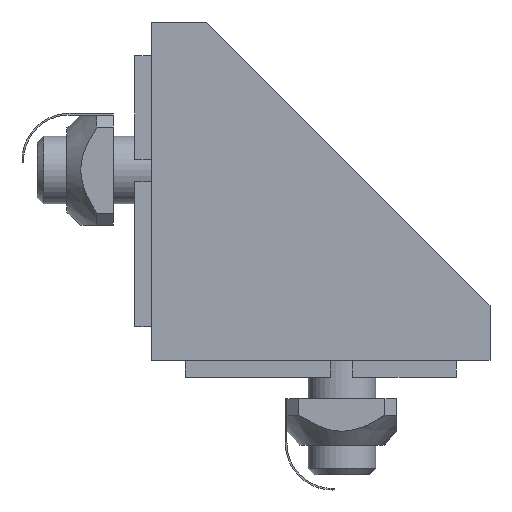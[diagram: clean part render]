
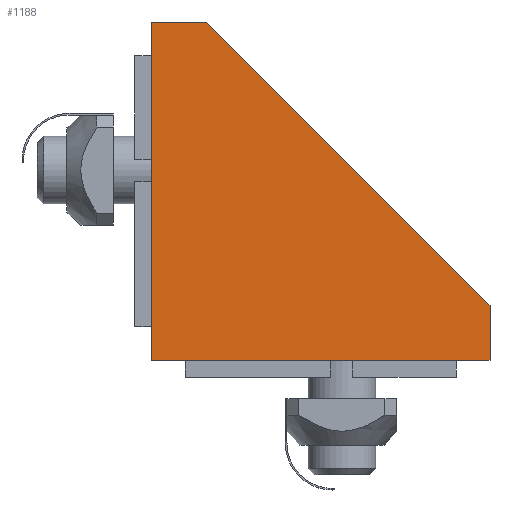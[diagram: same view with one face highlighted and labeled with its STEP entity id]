
A CAD part, front view. The second image highlights one B-rep face of the part: STEP entity #1188.
In plain terms, the highlighted planar face has unit normal (0, -1, 0).
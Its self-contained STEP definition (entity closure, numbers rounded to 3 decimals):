
#102=PLANE('',#1346);
#155=FACE_OUTER_BOUND('',#224,.T.);
#224=EDGE_LOOP('',(#963,#964,#965,#966,#967));
#307=LINE('',#1775,#425);
#342=LINE('',#1859,#460);
#356=LINE('',#1886,#474);
#361=LINE('',#1895,#479);
#363=LINE('',#1898,#481);
#425=VECTOR('',#1442,1.);
#460=VECTOR('',#1523,1.);
#474=VECTOR('',#1545,1.);
#479=VECTOR('',#1556,1.);
#481=VECTOR('',#1560,1.);
#544=VERTEX_POINT('',#1768);
#547=VERTEX_POINT('',#1773);
#572=VERTEX_POINT('',#1857);
#573=VERTEX_POINT('',#1858);
#580=VERTEX_POINT('',#1880);
#661=EDGE_CURVE('',#544,#547,#307,.T.);
#702=EDGE_CURVE('',#572,#573,#342,.T.);
#716=EDGE_CURVE('',#580,#573,#356,.T.);
#721=EDGE_CURVE('',#572,#544,#361,.T.);
#723=EDGE_CURVE('',#547,#580,#363,.T.);
#963=ORIENTED_EDGE('',*,*,#723,.T.);
#964=ORIENTED_EDGE('',*,*,#716,.T.);
#965=ORIENTED_EDGE('',*,*,#702,.F.);
#966=ORIENTED_EDGE('',*,*,#721,.T.);
#967=ORIENTED_EDGE('',*,*,#661,.T.);
#1188=ADVANCED_FACE('',(#155),#102,.T.);
#1346=AXIS2_PLACEMENT_3D('',#1899,#1561,#1562);
#1442=DIRECTION('',(0.,0.,-1.));
#1523=DIRECTION('',(0.707,0.,-0.707));
#1545=DIRECTION('',(0.,0.,1.));
#1556=DIRECTION('',(-1.,0.,0.));
#1560=DIRECTION('',(1.,0.,0.));
#1561=DIRECTION('center_axis',(0.,-1.,0.));
#1562=DIRECTION('ref_axis',(1.,0.,0.));
#1768=CARTESIAN_POINT('',(0.,-12.5,40.));
#1773=CARTESIAN_POINT('',(0.,-12.5,0.));
#1775=CARTESIAN_POINT('',(0.,-12.5,3.25));
#1857=CARTESIAN_POINT('',(6.5,-12.5,40.));
#1858=CARTESIAN_POINT('',(40.,-12.5,6.5));
#1859=CARTESIAN_POINT('',(40.,-12.5,6.5));
#1880=CARTESIAN_POINT('',(40.,-12.5,0.));
#1886=CARTESIAN_POINT('',(40.,-12.5,3.25));
#1895=CARTESIAN_POINT('',(3.25,-12.5,40.));
#1898=CARTESIAN_POINT('',(20.,-12.5,0.));
#1899=CARTESIAN_POINT('Origin',(20.,-12.5,3.25));
